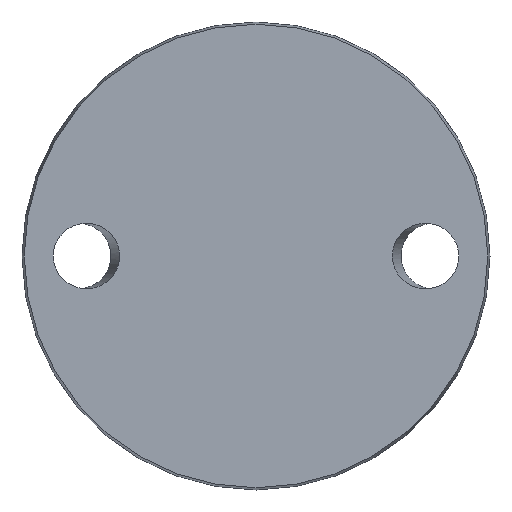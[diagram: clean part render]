
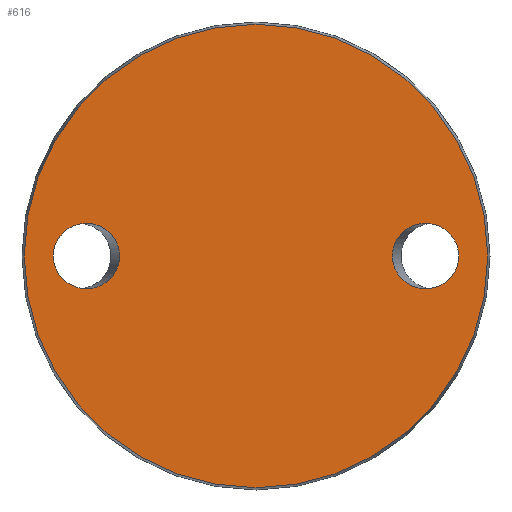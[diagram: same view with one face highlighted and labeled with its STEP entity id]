
A CAD part, front view. The second image highlights one B-rep face of the part: STEP entity #616.
In plain terms, the highlighted planar face has unit normal (0, -1, 0).
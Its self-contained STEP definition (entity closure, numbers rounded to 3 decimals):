
#9 = EDGE_CURVE ( 'NONE', #401, #401, #413, .T. ) ;
#14 = DIRECTION ( 'NONE',  ( 0., -1., 0. ) ) ;
#66 = DIRECTION ( 'NONE',  ( 0., 1., 0. ) ) ;
#115 = EDGE_LOOP ( 'NONE', ( #783 ) ) ;
#180 = CARTESIAN_POINT ( 'NONE',  ( 51.115, 0., -16.5 ) ) ;
#182 = AXIS2_PLACEMENT_3D ( 'NONE', #504, #14, #739 ) ;
#187 = CARTESIAN_POINT ( 'NONE',  ( -51.115, 0., 0. ) ) ;
#192 = CARTESIAN_POINT ( 'NONE',  ( -51.115, 0., 0. ) ) ;
#223 = FACE_BOUND ( 'NONE', #115, .T. ) ;
#245 = CARTESIAN_POINT ( 'NONE',  ( -34.385, 0., 0. ) ) ;
#248 = PLANE ( 'NONE',  #269 ) ;
#255 = EDGE_CURVE ( 'NONE', #387, #387, #543, .T. ) ;
#262 = EDGE_LOOP ( 'NONE', ( #786 ) ) ;
#269 = AXIS2_PLACEMENT_3D ( 'NONE', #364, #66, #345 ) ;
#272 = CARTESIAN_POINT ( 'NONE',  ( -51.115, 0., 0. ) ) ;
#279 = EDGE_CURVE ( 'NONE', #625, #625, #403, .T. ) ;
#345 = DIRECTION ( 'NONE',  ( 0., 0., 1. ) ) ;
#349 = FACE_BOUND ( 'NONE', #483, .T. ) ;
#364 = CARTESIAN_POINT ( 'NONE',  ( -58.425, 0., 0. ) ) ;
#379 = CARTESIAN_POINT ( 'NONE',  ( 51.115, 0., 16.5 ) ) ;
#386 = CARTESIAN_POINT ( 'NONE',  ( -51.115, 0., 16.5 ) ) ;
#387 = VERTEX_POINT ( 'NONE', #617 ) ;
#401 = VERTEX_POINT ( 'NONE', #272 ) ;
#403 = CIRCLE ( 'NONE', #182, 58.425 ) ;
#413 =( BOUNDED_CURVE ( )  B_SPLINE_CURVE ( 3, ( #192, #386, #549, #245, #488, #733, #187 ),
 .UNSPECIFIED., .T., .F. ) 
 B_SPLINE_CURVE_WITH_KNOTS ( ( 4, 3, 4 ),
 ( 0., 3.142, 6.283 ),
 .UNSPECIFIED. ) 
 CURVE ( )  GEOMETRIC_REPRESENTATION_ITEM ( )  RATIONAL_B_SPLINE_CURVE ( ( 1., 0.333, 0.333, 1., 0.333, 0.333, 1. ) ) 
 REPRESENTATION_ITEM ( '' )  );
#439 = CARTESIAN_POINT ( 'NONE',  ( 34.385, 0., 16.5 ) ) ;
#483 = EDGE_LOOP ( 'NONE', ( #587 ) ) ;
#488 = CARTESIAN_POINT ( 'NONE',  ( -34.385, 0., -16.5 ) ) ;
#504 = CARTESIAN_POINT ( 'NONE',  ( 0., 0., 0. ) ) ;
#543 =( BOUNDED_CURVE ( )  B_SPLINE_CURVE ( 3, ( #551, #180, #618, #664, #439, #379, #791 ),
 .UNSPECIFIED., .T., .F. ) 
 B_SPLINE_CURVE_WITH_KNOTS ( ( 4, 3, 4 ),
 ( 0., 3.142, 6.283 ),
 .UNSPECIFIED. ) 
 CURVE ( )  GEOMETRIC_REPRESENTATION_ITEM ( )  RATIONAL_B_SPLINE_CURVE ( ( 1., 0.333, 0.333, 1., 0.333, 0.333, 1. ) ) 
 REPRESENTATION_ITEM ( '' )  );
#549 = CARTESIAN_POINT ( 'NONE',  ( -34.385, 0., 16.5 ) ) ;
#550 = FACE_OUTER_BOUND ( 'NONE', #262, .T. ) ;
#551 = CARTESIAN_POINT ( 'NONE',  ( 51.115, 0., 0. ) ) ;
#587 = ORIENTED_EDGE ( 'NONE', *, *, #9, .T. ) ;
#616 = ADVANCED_FACE ( 'NONE', ( #349, #223, #550 ), #248, .F. ) ;
#617 = CARTESIAN_POINT ( 'NONE',  ( 51.115, 0., 0. ) ) ;
#618 = CARTESIAN_POINT ( 'NONE',  ( 34.385, 0., -16.5 ) ) ;
#625 = VERTEX_POINT ( 'NONE', #631 ) ;
#631 = CARTESIAN_POINT ( 'NONE',  ( 0., 0., -58.425 ) ) ;
#664 = CARTESIAN_POINT ( 'NONE',  ( 34.385, 0., 0. ) ) ;
#733 = CARTESIAN_POINT ( 'NONE',  ( -51.115, 0., -16.5 ) ) ;
#739 = DIRECTION ( 'NONE',  ( 0., 0., -1. ) ) ;
#783 = ORIENTED_EDGE ( 'NONE', *, *, #255, .T. ) ;
#786 = ORIENTED_EDGE ( 'NONE', *, *, #279, .T. ) ;
#791 = CARTESIAN_POINT ( 'NONE',  ( 51.115, 0., 0. ) ) ;
